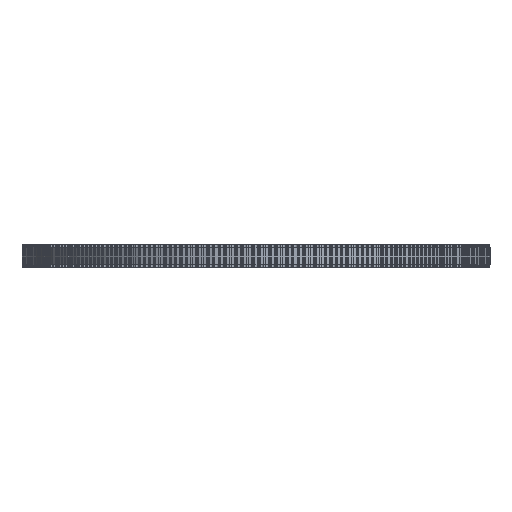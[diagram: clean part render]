
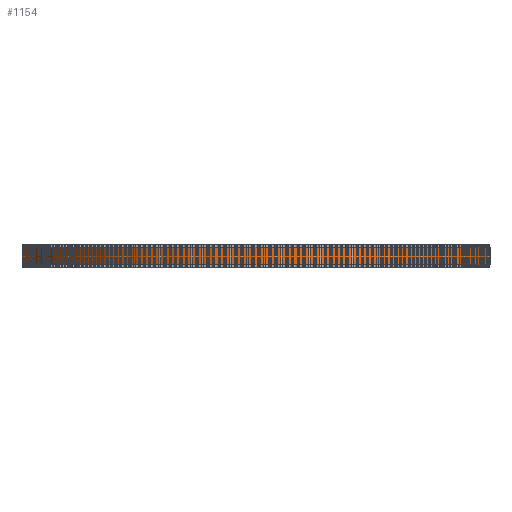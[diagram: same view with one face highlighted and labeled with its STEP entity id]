
A CAD part, left-side view. The second image highlights one B-rep face of the part: STEP entity #1154.
In plain terms, the highlighted cylindrical face has radius 82.124 mm (diameter 164.248 mm), a full revolution.
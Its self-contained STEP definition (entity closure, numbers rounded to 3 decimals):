
#97=FACE_BOUND('',#4256,.T.);
#98=FACE_BOUND('',#4257,.T.);
#1154=ADVANCED_FACE('',(#97,#98),#2187,.T.);
#2187=CYLINDRICAL_SURFACE('',#22847,82.124);
#4256=EDGE_LOOP('',(#12514));
#4257=EDGE_LOOP('',(#12515));
#12514=ORIENTED_EDGE('',*,*,#17678,.T.);
#12515=ORIENTED_EDGE('',*,*,#17679,.T.);
#14580=VERTEX_POINT('',#36280);
#14581=VERTEX_POINT('',#36282);
#17678=EDGE_CURVE('',#14580,#14580,#19744,.T.);
#17679=EDGE_CURVE('',#14581,#14581,#19745,.T.);
#19744=CIRCLE('',#22845,82.124);
#19745=CIRCLE('',#22846,82.124);
#22845=AXIS2_PLACEMENT_3D('',#36279,#30078,#30079);
#22846=AXIS2_PLACEMENT_3D('',#36281,#30080,#30081);
#22847=AXIS2_PLACEMENT_3D('',#36283,#30082,#30083);
#30078=DIRECTION('',(0.,0.,1.));
#30079=DIRECTION('',(1.,0.,0.));
#30080=DIRECTION('',(0.,0.,-1.));
#30081=DIRECTION('',(1.,0.,0.));
#30082=DIRECTION('',(0.,0.,1.));
#30083=DIRECTION('',(1.,0.,0.));
#36279=CARTESIAN_POINT('',(0.,0.,1.));
#36280=CARTESIAN_POINT('',(82.124,0.,1.));
#36281=CARTESIAN_POINT('',(0.,0.,7.));
#36282=CARTESIAN_POINT('',(82.124,0.,7.));
#36283=CARTESIAN_POINT('',(0.,0.,1.));
